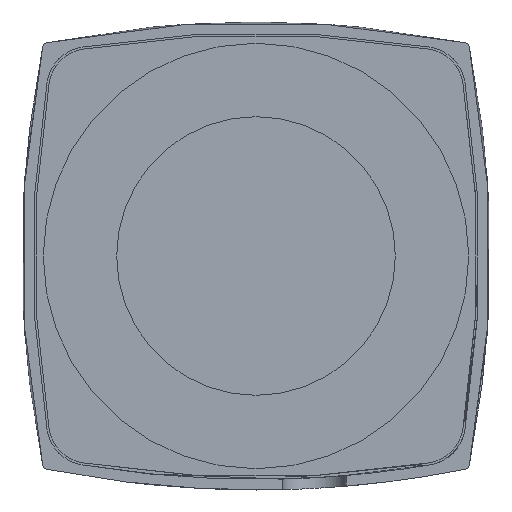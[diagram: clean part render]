
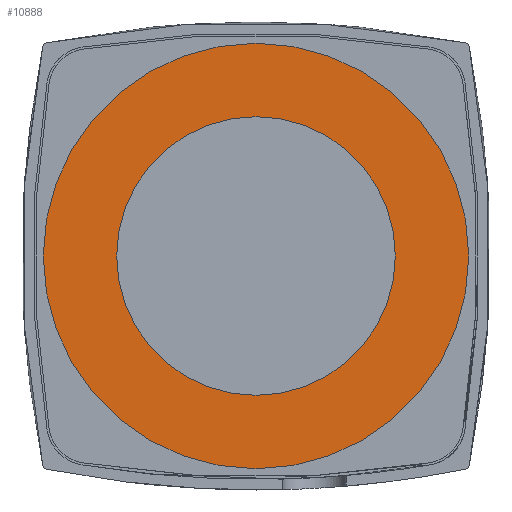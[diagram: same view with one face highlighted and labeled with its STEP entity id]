
A CAD part, front view. The second image highlights one B-rep face of the part: STEP entity #10888.
In plain terms, the highlighted planar face has unit normal (0, -1, 0).
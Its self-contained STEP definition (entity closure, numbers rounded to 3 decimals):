
#2038=PLANE($,#11509);
#2417=FACE_BOUND($,#3191,.T.);
#2616=FACE_OUTER_BOUND($,#3190,.T.);
#3190=EDGE_LOOP($,(#7032));
#3191=EDGE_LOOP($,(#7033));
#3937=CIRCLE($,#11504,20.);
#3939=CIRCLE($,#11508,13.1);
#4430=VERTEX_POINT($,#15743);
#4432=VERTEX_POINT($,#15749);
#5476=EDGE_CURVE($,#4430,#4430,#3937,.T.);
#5478=EDGE_CURVE($,#4432,#4432,#3939,.T.);
#7032=ORIENTED_EDGE($,*,*,#5476,.F.);
#7033=ORIENTED_EDGE($,*,*,#5478,.T.);
#10888=ADVANCED_FACE($,(#2616,#2417),#2038,.T.);
#11504=AXIS2_PLACEMENT_3D($,#15744,#12609,#12610);
#11508=AXIS2_PLACEMENT_3D($,#15750,#12617,#12618);
#11509=AXIS2_PLACEMENT_3D($,#15751,#12619,#12620);
#12609=DIRECTION('center_axis',(0.,1.,0.));
#12610=DIRECTION('ref_axis',(0.,0.,
-1.));
#12617=DIRECTION('center_axis',(0.,1.,0.));
#12618=DIRECTION('ref_axis',(0.,0.,
-1.));
#12619=DIRECTION('center_axis',(0.,-1.,0.));
#12620=DIRECTION('ref_axis',(-1.,0.,0.));
#15743=CARTESIAN_POINT('',(0.,-10.2,-20.));
#15744=CARTESIAN_POINT('Origin',(0.,-10.2,0.));
#15749=CARTESIAN_POINT('',(0.,-10.2,-13.1));
#15750=CARTESIAN_POINT('Origin',(0.,-10.2,0.));
#15751=CARTESIAN_POINT('Origin',(0.,-10.2,-16.55));
